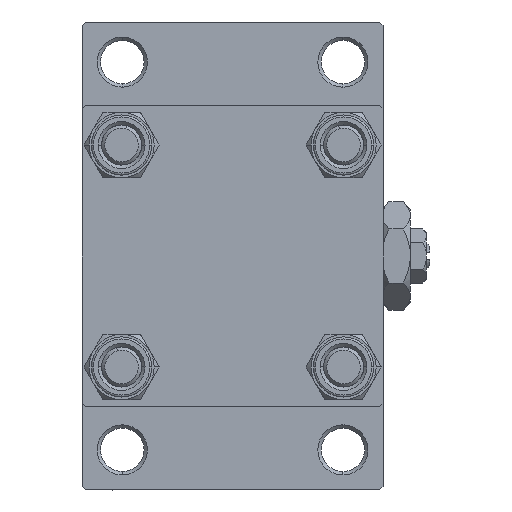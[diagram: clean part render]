
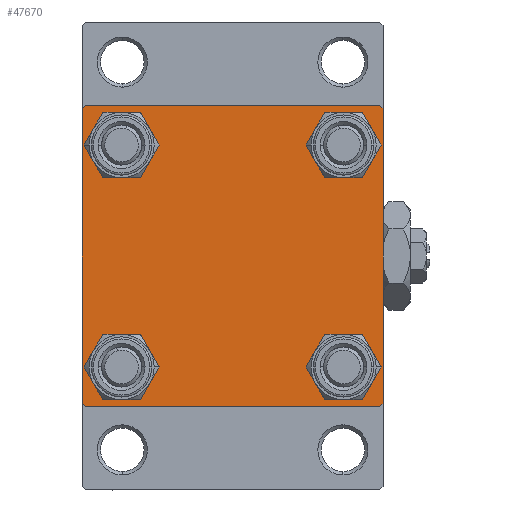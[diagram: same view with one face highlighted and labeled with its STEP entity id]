
A CAD part, left-side view. The second image highlights one B-rep face of the part: STEP entity #47670.
In plain terms, the highlighted planar face has unit normal (-1, 0, 0).
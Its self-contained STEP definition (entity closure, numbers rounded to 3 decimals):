
#19 = CIRCLE ( 'NONE', #21411, 3.5 ) ;
#46 = ORIENTED_EDGE ( 'NONE', *, *, #44376, .T. ) ;
#246 = VERTEX_POINT ( 'NONE', #20133 ) ;
#666 = CARTESIAN_POINT ( 'NONE',  ( 0., -16.6, 16.6 ) ) ;
#701 = EDGE_CURVE ( 'NONE', #32796, #31441, #12009, .T. ) ;
#1060 = CIRCLE ( 'NONE', #31980, 3.5 ) ;
#1352 = EDGE_CURVE ( 'NONE', #35878, #23170, #1973, .T. ) ;
#1617 = EDGE_CURVE ( 'NONE', #10335, #37309, #24459, .T. ) ;
#1973 = CIRCLE ( 'NONE', #14643, 3.5 ) ;
#2510 = EDGE_CURVE ( 'NONE', #246, #40682, #24248, .T. ) ;
#2560 = CIRCLE ( 'NONE', #35068, 3.5 ) ;
#2577 = DIRECTION ( 'NONE',  ( 1., 0., 0. ) ) ;
#3548 = CARTESIAN_POINT ( 'NONE',  ( 0., 16.6, 13.1 ) ) ;
#3584 = LINE ( 'NONE', #34354, #7994 ) ;
#3857 = ORIENTED_EDGE ( 'NONE', *, *, #39951, .T. ) ;
#3944 = CARTESIAN_POINT ( 'NONE',  ( 0., -16.6, 16.6 ) ) ;
#4959 = AXIS2_PLACEMENT_3D ( 'NONE', #45788, #14762, #29898 ) ;
#5035 = FACE_BOUND ( 'NONE', #12633, .T. ) ;
#5230 = AXIS2_PLACEMENT_3D ( 'NONE', #19286, #45848, #34430 ) ;
#5300 = DIRECTION ( 'NONE',  ( 0., 0., -1. ) ) ;
#5842 = DIRECTION ( 'NONE',  ( 0., -1., 0. ) ) ;
#7082 = VERTEX_POINT ( 'NONE', #3548 ) ;
#7307 = ORIENTED_EDGE ( 'NONE', *, *, #35594, .T. ) ;
#7994 = VECTOR ( 'NONE', #26163, 1000. ) ;
#8760 = PLANE ( 'NONE',  #33959 ) ;
#9185 = DIRECTION ( 'NONE',  ( 0., 0., 1. ) ) ;
#9517 = LINE ( 'NONE', #47258, #31138 ) ;
#9719 = VECTOR ( 'NONE', #32910, 1000. ) ;
#9952 = CARTESIAN_POINT ( 'NONE',  ( 0., 16.6, -13.1 ) ) ;
#10335 = VERTEX_POINT ( 'NONE', #33232 ) ;
#10618 = EDGE_CURVE ( 'NONE', #38512, #17552, #3584, .T. ) ;
#10706 = VECTOR ( 'NONE', #26440, 1000. ) ;
#11213 = CARTESIAN_POINT ( 'NONE',  ( 0., -16.6, 13.1 ) ) ;
#11779 = ORIENTED_EDGE ( 'NONE', *, *, #43712, .T. ) ;
#12009 = LINE ( 'NONE', #27393, #39233 ) ;
#12633 = EDGE_LOOP ( 'NONE', ( #18763, #40752 ) ) ;
#13118 = EDGE_LOOP ( 'NONE', ( #18140, #45709 ) ) ;
#13187 = CARTESIAN_POINT ( 'NONE',  ( 0., 22.5, 22. ) ) ;
#14004 = ORIENTED_EDGE ( 'NONE', *, *, #28028, .T. ) ;
#14227 = CARTESIAN_POINT ( 'NONE',  ( 0., -16.6, -16.6 ) ) ;
#14300 = DIRECTION ( 'NONE',  ( 1., 0., 0. ) ) ;
#14343 = CARTESIAN_POINT ( 'NONE',  ( 0., -22.5, 22. ) ) ;
#14480 = CARTESIAN_POINT ( 'NONE',  ( 0., -16.6, -20.1 ) ) ;
#14643 = AXIS2_PLACEMENT_3D ( 'NONE', #3944, #27276, #35222 ) ;
#14762 = DIRECTION ( 'NONE',  ( 1., 0., 0. ) ) ;
#14772 = LINE ( 'NONE', #25699, #10706 ) ;
#15109 = CARTESIAN_POINT ( 'NONE',  ( 0., 16.6, -16.6 ) ) ;
#15440 = CARTESIAN_POINT ( 'NONE',  ( 0., 16.6, 20.1 ) ) ;
#16638 = LINE ( 'NONE', #28291, #31987 ) ;
#17119 = DIRECTION ( 'NONE',  ( 1., 0., 0. ) ) ;
#17552 = VERTEX_POINT ( 'NONE', #23938 ) ;
#18140 = ORIENTED_EDGE ( 'NONE', *, *, #1352, .T. ) ;
#18337 = DIRECTION ( 'NONE',  ( 0., 0., 1. ) ) ;
#18581 = EDGE_CURVE ( 'NONE', #44472, #30727, #27426, .T. ) ;
#18763 = ORIENTED_EDGE ( 'NONE', *, *, #2510, .T. ) ;
#19283 = ORIENTED_EDGE ( 'NONE', *, *, #19564, .T. ) ;
#19286 = CARTESIAN_POINT ( 'NONE',  ( 0., -16.6, -16.6 ) ) ;
#19564 = EDGE_CURVE ( 'NONE', #37309, #30727, #33893, .T. ) ;
#19654 = ORIENTED_EDGE ( 'NONE', *, *, #33760, .T. ) ;
#20015 = EDGE_CURVE ( 'NONE', #23170, #35878, #1060, .T. ) ;
#20133 = CARTESIAN_POINT ( 'NONE',  ( 0., -16.6, -13.1 ) ) ;
#20210 = CARTESIAN_POINT ( 'NONE',  ( 0., -22.5, -22. ) ) ;
#21350 = AXIS2_PLACEMENT_3D ( 'NONE', #37373, #14300, #47593 ) ;
#21411 = AXIS2_PLACEMENT_3D ( 'NONE', #14227, #2577, #44519 ) ;
#23148 = FACE_OUTER_BOUND ( 'NONE', #46630, .T. ) ;
#23170 = VERTEX_POINT ( 'NONE', #11213 ) ;
#23394 = FACE_BOUND ( 'NONE', #13118, .T. ) ;
#23731 = DIRECTION ( 'NONE',  ( 0., 0., 1. ) ) ;
#23938 = CARTESIAN_POINT ( 'NONE',  ( 0., -22., 22.5 ) ) ;
#24248 = CIRCLE ( 'NONE', #5230, 3.5 ) ;
#24376 = CARTESIAN_POINT ( 'NONE',  ( 0., 22., 22.5 ) ) ;
#24459 = LINE ( 'NONE', #39353, #37659 ) ;
#24631 = CARTESIAN_POINT ( 'NONE',  ( 0., 22.5, -22. ) ) ;
#25271 = CIRCLE ( 'NONE', #21350, 3.5 ) ;
#25699 = CARTESIAN_POINT ( 'NONE',  ( 0., 22.25, 22.25 ) ) ;
#26163 = DIRECTION ( 'NONE',  ( 0., -1., 0. ) ) ;
#26440 = DIRECTION ( 'NONE',  ( 0., 0.707, -0.707 ) ) ;
#27276 = DIRECTION ( 'NONE',  ( 1., 0., 0. ) ) ;
#27393 = CARTESIAN_POINT ( 'NONE',  ( 0., 22.5, 22.5 ) ) ;
#27426 = LINE ( 'NONE', #42568, #35870 ) ;
#28028 = EDGE_CURVE ( 'NONE', #43395, #38111, #25271, .T. ) ;
#28156 = CARTESIAN_POINT ( 'NONE',  ( 0., -22., -22.5 ) ) ;
#28291 = CARTESIAN_POINT ( 'NONE',  ( 0., 22.25, -22.25 ) ) ;
#29041 = ORIENTED_EDGE ( 'NONE', *, *, #701, .T. ) ;
#29394 = EDGE_CURVE ( 'NONE', #40682, #246, #19, .T. ) ;
#29898 = DIRECTION ( 'NONE',  ( 0., 0., 1. ) ) ;
#29926 = CARTESIAN_POINT ( 'NONE',  ( 0., -22.25, -22.25 ) ) ;
#29959 = CARTESIAN_POINT ( 'NONE',  ( 0., -16.6, 20.1 ) ) ;
#30727 = VERTEX_POINT ( 'NONE', #20210 ) ;
#31138 = VECTOR ( 'NONE', #32822, 1000. ) ;
#31441 = VERTEX_POINT ( 'NONE', #24631 ) ;
#31980 = AXIS2_PLACEMENT_3D ( 'NONE', #666, #46341, #23731 ) ;
#31987 = VECTOR ( 'NONE', #35267, 1000. ) ;
#32150 = CIRCLE ( 'NONE', #35317, 3.5 ) ;
#32629 = VERTEX_POINT ( 'NONE', #15440 ) ;
#32638 = CIRCLE ( 'NONE', #4959, 3.5 ) ;
#32796 = VERTEX_POINT ( 'NONE', #13187 ) ;
#32822 = DIRECTION ( 'NONE',  ( 0., 0.707, 0.707 ) ) ;
#32910 = DIRECTION ( 'NONE',  ( 0., -0.707, 0.707 ) ) ;
#33232 = CARTESIAN_POINT ( 'NONE',  ( 0., 22., -22.5 ) ) ;
#33760 = EDGE_CURVE ( 'NONE', #32629, #7082, #32638, .T. ) ;
#33883 = EDGE_CURVE ( 'NONE', #38111, #43395, #2560, .T. ) ;
#33893 = LINE ( 'NONE', #29926, #9719 ) ;
#33959 = AXIS2_PLACEMENT_3D ( 'NONE', #42514, #35067, #46492 ) ;
#34335 = ORIENTED_EDGE ( 'NONE', *, *, #33883, .T. ) ;
#34354 = CARTESIAN_POINT ( 'NONE',  ( 0., 22.5, 22.5 ) ) ;
#34430 = DIRECTION ( 'NONE',  ( 0., 0., 1. ) ) ;
#34819 = FACE_BOUND ( 'NONE', #47131, .T. ) ;
#35067 = DIRECTION ( 'NONE',  ( -1., 0., 0. ) ) ;
#35068 = AXIS2_PLACEMENT_3D ( 'NONE', #15109, #37186, #18337 ) ;
#35222 = DIRECTION ( 'NONE',  ( 0., 0., 1. ) ) ;
#35267 = DIRECTION ( 'NONE',  ( 0., -0.707, -0.707 ) ) ;
#35317 = AXIS2_PLACEMENT_3D ( 'NONE', #47168, #17119, #9185 ) ;
#35594 = EDGE_CURVE ( 'NONE', #44472, #17552, #9517, .T. ) ;
#35870 = VECTOR ( 'NONE', #38829, 1000. ) ;
#35878 = VERTEX_POINT ( 'NONE', #29959 ) ;
#37186 = DIRECTION ( 'NONE',  ( 1., 0., 0. ) ) ;
#37309 = VERTEX_POINT ( 'NONE', #28156 ) ;
#37373 = CARTESIAN_POINT ( 'NONE',  ( 0., 16.6, -16.6 ) ) ;
#37659 = VECTOR ( 'NONE', #5842, 1000. ) ;
#38111 = VERTEX_POINT ( 'NONE', #46051 ) ;
#38512 = VERTEX_POINT ( 'NONE', #24376 ) ;
#38829 = DIRECTION ( 'NONE',  ( 0., 0., -1. ) ) ;
#39233 = VECTOR ( 'NONE', #5300, 1000. ) ;
#39353 = CARTESIAN_POINT ( 'NONE',  ( 0., 22.5, -22.5 ) ) ;
#39951 = EDGE_CURVE ( 'NONE', #31441, #10335, #16638, .T. ) ;
#40682 = VERTEX_POINT ( 'NONE', #14480 ) ;
#40752 = ORIENTED_EDGE ( 'NONE', *, *, #29394, .T. ) ;
#41687 = ORIENTED_EDGE ( 'NONE', *, *, #1617, .T. ) ;
#42514 = CARTESIAN_POINT ( 'NONE',  ( 0., 0., 0. ) ) ;
#42568 = CARTESIAN_POINT ( 'NONE',  ( 0., -22.5, 22.5 ) ) ;
#43395 = VERTEX_POINT ( 'NONE', #9952 ) ;
#43712 = EDGE_CURVE ( 'NONE', #38512, #32796, #14772, .T. ) ;
#43989 = ORIENTED_EDGE ( 'NONE', *, *, #10618, .F. ) ;
#44376 = EDGE_CURVE ( 'NONE', #7082, #32629, #32150, .T. ) ;
#44472 = VERTEX_POINT ( 'NONE', #14343 ) ;
#44519 = DIRECTION ( 'NONE',  ( 0., 0., 1. ) ) ;
#45709 = ORIENTED_EDGE ( 'NONE', *, *, #20015, .T. ) ;
#45788 = CARTESIAN_POINT ( 'NONE',  ( 0., 16.6, 16.6 ) ) ;
#45848 = DIRECTION ( 'NONE',  ( 1., 0., 0. ) ) ;
#46051 = CARTESIAN_POINT ( 'NONE',  ( 0., 16.6, -20.1 ) ) ;
#46247 = FACE_BOUND ( 'NONE', #46681, .T. ) ;
#46341 = DIRECTION ( 'NONE',  ( 1., 0., 0. ) ) ;
#46492 = DIRECTION ( 'NONE',  ( 0., 0., 1. ) ) ;
#46630 = EDGE_LOOP ( 'NONE', ( #29041, #3857, #41687, #19283, #47819, #7307, #43989, #11779 ) ) ;
#46681 = EDGE_LOOP ( 'NONE', ( #19654, #46 ) ) ;
#47131 = EDGE_LOOP ( 'NONE', ( #14004, #34335 ) ) ;
#47168 = CARTESIAN_POINT ( 'NONE',  ( 0., 16.6, 16.6 ) ) ;
#47258 = CARTESIAN_POINT ( 'NONE',  ( 0., -22.25, 22.25 ) ) ;
#47593 = DIRECTION ( 'NONE',  ( 0., 0., 1. ) ) ;
#47670 = ADVANCED_FACE ( 'NONE', ( #23394, #5035, #34819, #46247, #23148 ), #8760, .T. ) ;
#47819 = ORIENTED_EDGE ( 'NONE', *, *, #18581, .F. ) ;
